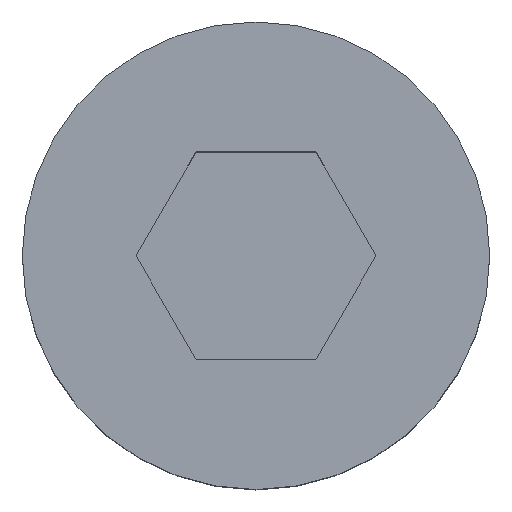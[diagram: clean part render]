
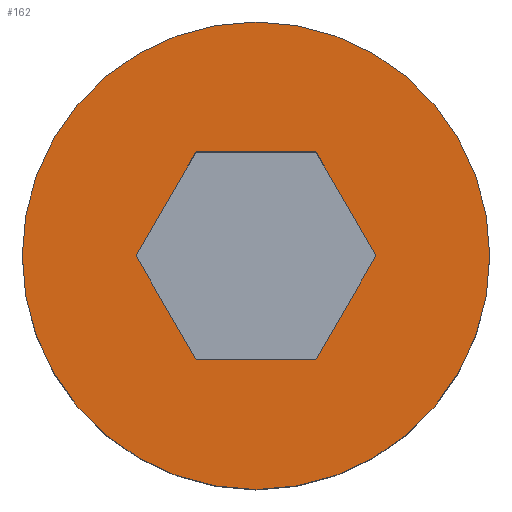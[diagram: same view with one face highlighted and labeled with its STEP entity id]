
A CAD part, top view. The second image highlights one B-rep face of the part: STEP entity #162.
In plain terms, the highlighted planar face has unit normal (0, 0, 1).
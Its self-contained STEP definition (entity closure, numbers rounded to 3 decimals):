
#67 = DIRECTION ( 'NONE',  ( 1., 0., 0. ) ) ;
#77 = DIRECTION ( 'NONE',  ( 0., 0., 1. ) ) ;
#162 = ADVANCED_FACE ( 'NONE', ( #2567, #2684 ), #3056, .T. ) ;
#176 = EDGE_CURVE ( 'NONE', #3939, #2488, #2825, .T. ) ;
#222 = DIRECTION ( 'NONE',  ( -0.5, 0.866, 0. ) ) ;
#240 = CARTESIAN_POINT ( 'NONE',  ( 1.155, 0., 14.5 ) ) ;
#263 = CARTESIAN_POINT ( 'NONE',  ( -0.577, 1., 14.5 ) ) ;
#276 = DIRECTION ( 'NONE',  ( -0.5, -0.866, 0. ) ) ;
#313 = CARTESIAN_POINT ( 'NONE',  ( 2.25, 0., 14.5 ) ) ;
#322 = DIRECTION ( 'NONE',  ( -1., 0., 0. ) ) ;
#331 = CARTESIAN_POINT ( 'NONE',  ( -0.577, 1., 14.5 ) ) ;
#332 = CARTESIAN_POINT ( 'NONE',  ( 0.577, 1., 14.5 ) ) ;
#631 = VECTOR ( 'NONE', #898, 1000. ) ;
#649 = LINE ( 'NONE', #917, #631 ) ;
#737 = CARTESIAN_POINT ( 'NONE',  ( -1.155, 0., 14.5 ) ) ;
#788 = VECTOR ( 'NONE', #1599, 1000. ) ;
#797 = LINE ( 'NONE', #2538, #788 ) ;
#807 = CARTESIAN_POINT ( 'NONE',  ( -0.577, -1., 14.5 ) ) ;
#843 = CARTESIAN_POINT ( 'NONE',  ( 0.577, -1., 14.5 ) ) ;
#898 = DIRECTION ( 'NONE',  ( 1., 0., 0. ) ) ;
#917 = CARTESIAN_POINT ( 'NONE',  ( -0.577, -1., 14.5 ) ) ;
#933 = VECTOR ( 'NONE', #222, 1000. ) ;
#965 = CARTESIAN_POINT ( 'NONE',  ( 0.577, 1., 14.5 ) ) ;
#1041 = VECTOR ( 'NONE', #322, 1000. ) ;
#1064 = LINE ( 'NONE', #263, #1087 ) ;
#1087 = VECTOR ( 'NONE', #276, 1000. ) ;
#1109 = AXIS2_PLACEMENT_3D ( 'NONE', #1754, #1731, #1712 ) ;
#1240 = CIRCLE ( 'NONE', #1109, 2.25 ) ;
#1599 = DIRECTION ( 'NONE',  ( 0.5, -0.866, 0. ) ) ;
#1660 = LINE ( 'NONE', #332, #1041 ) ;
#1675 = EDGE_CURVE ( 'NONE', #2488, #3939, #1240, .T. ) ;
#1700 = LINE ( 'NONE', #240, #933 ) ;
#1712 = DIRECTION ( 'NONE',  ( 1., 0., 0. ) ) ;
#1719 = VECTOR ( 'NONE', #3108, 1000. ) ;
#1724 = LINE ( 'NONE', #3585, #1719 ) ;
#1731 = DIRECTION ( 'NONE',  ( 0., 0., 1. ) ) ;
#1754 = CARTESIAN_POINT ( 'NONE',  ( 0., 0., 14.5 ) ) ;
#1871 = EDGE_CURVE ( 'NONE', #2985, #4809, #1064, .T. ) ;
#1959 = EDGE_CURVE ( 'NONE', #2861, #2985, #1660, .T. ) ;
#1988 = EDGE_CURVE ( 'NONE', #2763, #2861, #1700, .T. ) ;
#2059 = EDGE_CURVE ( 'NONE', #2951, #2763, #1724, .T. ) ;
#2236 = ORIENTED_EDGE ( 'NONE', *, *, #1675, .T. ) ;
#2488 = VERTEX_POINT ( 'NONE', #3077 ) ;
#2538 = CARTESIAN_POINT ( 'NONE',  ( -1.155, 0., 14.5 ) ) ;
#2567 = FACE_BOUND ( 'NONE', #2724, .T. ) ;
#2671 = AXIS2_PLACEMENT_3D ( 'NONE', #3168, #77, #67 ) ;
#2684 = FACE_OUTER_BOUND ( 'NONE', #3090, .T. ) ;
#2724 = EDGE_LOOP ( 'NONE', ( #3961, #3881, #4001, #4979, #5269, #3508 ) ) ;
#2763 = VERTEX_POINT ( 'NONE', #3665 ) ;
#2825 = CIRCLE ( 'NONE', #2671, 2.25 ) ;
#2861 = VERTEX_POINT ( 'NONE', #965 ) ;
#2873 = EDGE_CURVE ( 'NONE', #3282, #2951, #649, .T. ) ;
#2915 = CARTESIAN_POINT ( 'NONE',  ( 0., 0., 14.5 ) ) ;
#2951 = VERTEX_POINT ( 'NONE', #843 ) ;
#2971 = AXIS2_PLACEMENT_3D ( 'NONE', #2915, #3070, #3078 ) ;
#2985 = VERTEX_POINT ( 'NONE', #331 ) ;
#3056 = PLANE ( 'NONE',  #2971 ) ;
#3070 = DIRECTION ( 'NONE',  ( 0., 0., 1. ) ) ;
#3077 = CARTESIAN_POINT ( 'NONE',  ( -2.25, 0., 14.5 ) ) ;
#3078 = DIRECTION ( 'NONE',  ( 1., 0., 0. ) ) ;
#3090 = EDGE_LOOP ( 'NONE', ( #2236, #4983 ) ) ;
#3108 = DIRECTION ( 'NONE',  ( 0.5, 0.866, 0. ) ) ;
#3168 = CARTESIAN_POINT ( 'NONE',  ( 0., 0., 14.5 ) ) ;
#3282 = VERTEX_POINT ( 'NONE', #807 ) ;
#3508 = ORIENTED_EDGE ( 'NONE', *, *, #4050, .F. ) ;
#3585 = CARTESIAN_POINT ( 'NONE',  ( 0.577, -1., 14.5 ) ) ;
#3665 = CARTESIAN_POINT ( 'NONE',  ( 1.155, 0., 14.5 ) ) ;
#3881 = ORIENTED_EDGE ( 'NONE', *, *, #1959, .F. ) ;
#3939 = VERTEX_POINT ( 'NONE', #313 ) ;
#3961 = ORIENTED_EDGE ( 'NONE', *, *, #1871, .F. ) ;
#4001 = ORIENTED_EDGE ( 'NONE', *, *, #1988, .F. ) ;
#4050 = EDGE_CURVE ( 'NONE', #4809, #3282, #797, .T. ) ;
#4809 = VERTEX_POINT ( 'NONE', #737 ) ;
#4979 = ORIENTED_EDGE ( 'NONE', *, *, #2059, .F. ) ;
#4983 = ORIENTED_EDGE ( 'NONE', *, *, #176, .T. ) ;
#5269 = ORIENTED_EDGE ( 'NONE', *, *, #2873, .F. ) ;
